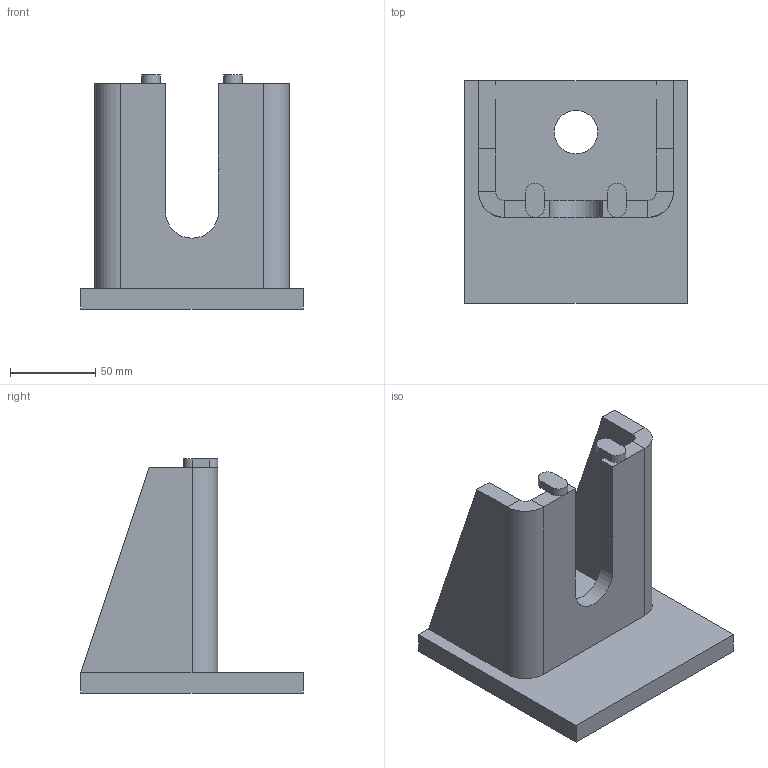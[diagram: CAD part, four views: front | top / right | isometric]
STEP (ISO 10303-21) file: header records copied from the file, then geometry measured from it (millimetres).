
FILE_DESCRIPTION(/* description */ (''),/* implementation_level */ '2;1');
FILE_NAME(/* name */ '9076.stp',/* time_stamp */ '2018-02-13T13:54:07+01:00',/* author */ ('ANTHONY'),/* organization */ (''),/* preprocessor_version */ 'ST-DEVELOPER v16.5',/* originating_system */ 'Autodesk Inventor 2017',/* authorisation */ '');
FILE_SCHEMA (('AUTOMOTIVE_DESIGN { 1 0 10303 214 3 1 1 }'));
Length unit declared in the file: millimetre
Products named in the file (5): 9076; 9076_1; 16660; 16659; 22465
Assembly tree (5 placements, depth 2):
  9076
    9076_1
    16660
    16659
    22465  x2
Bounding box: 130 x 130 x 137 mm (x, y, z)
Volume: 418084.4 mm3; surface area: 93497.1 mm2
Topology: 4 solids, 4 shells, 48 faces, 109 edges, 73 vertices
Faces by surface type: plane 38, cylinder 10
Full cylindrical faces by diameter (mm): 25.5 x1
Entity records: 1316 total; most frequent: DIRECTION 215, CARTESIAN_POINT 211, ORIENTED_EDGE 182, EDGE_CURVE 91, LINE 79, VECTOR 79, AXIS2_PLACEMENT_3D 68, VERTEX_POINT 56
